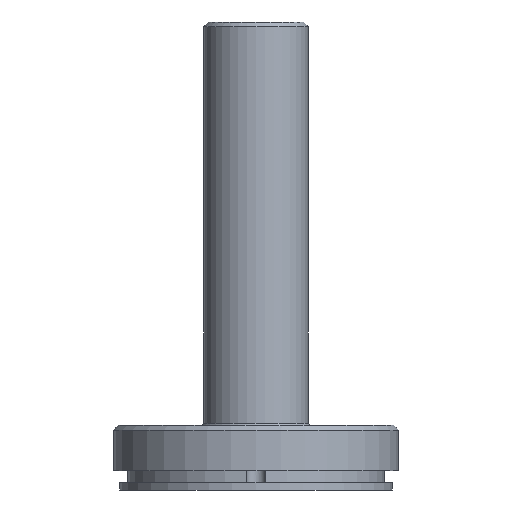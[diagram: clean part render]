
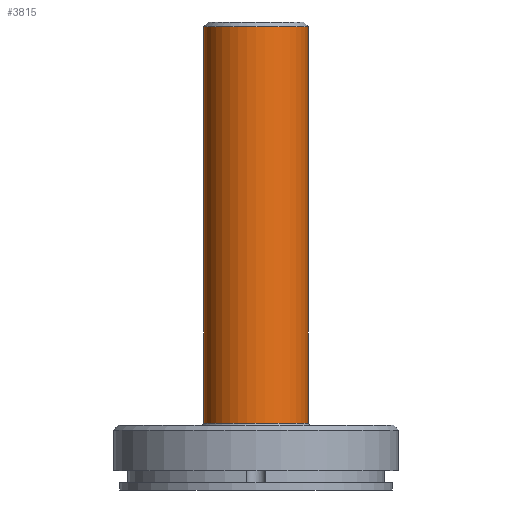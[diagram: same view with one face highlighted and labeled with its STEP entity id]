
A CAD part, front view. The second image highlights one B-rep face of the part: STEP entity #3815.
In plain terms, the highlighted cylindrical face has radius 11 mm (diameter 22 mm), a full revolution.
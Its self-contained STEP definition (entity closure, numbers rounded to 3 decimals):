
#232=FACE_OUTER_BOUND('',#449,.T.);
#449=EDGE_LOOP('',(#3159,#3160,#3161,#3162,#3163));
#514=CIRCLE('',#4067,11.);
#517=CIRCLE('',#4070,11.);
#522=CIRCLE('',#4077,11.);
#1069=LINE('',#14601,#1241);
#1241=VECTOR('',#4713,11.);
#1639=VERTEX_POINT('',#14085);
#1640=VERTEX_POINT('',#14086);
#1646=VERTEX_POINT('',#14599);
#2210=EDGE_CURVE('',#1639,#1640,#514,.T.);
#2213=EDGE_CURVE('',#1640,#1639,#517,.T.);
#2226=EDGE_CURVE('',#1646,#1646,#522,.T.);
#2227=EDGE_CURVE('',#1646,#1639,#1069,.T.);
#3159=ORIENTED_EDGE('',*,*,#2226,.F.);
#3160=ORIENTED_EDGE('',*,*,#2227,.T.);
#3161=ORIENTED_EDGE('',*,*,#2213,.F.);
#3162=ORIENTED_EDGE('',*,*,#2210,.F.);
#3163=ORIENTED_EDGE('',*,*,#2227,.F.);
#3623=CYLINDRICAL_SURFACE('',#4076,11.);
#3815=ADVANCED_FACE('',(#232),#3623,.T.);
#4067=AXIS2_PLACEMENT_3D('',#14087,#4691,#4692);
#4070=AXIS2_PLACEMENT_3D('',#14091,#4697,#4698);
#4076=AXIS2_PLACEMENT_3D('',#14598,#4709,#4710);
#4077=AXIS2_PLACEMENT_3D('',#14600,#4711,#4712);
#4691=DIRECTION('center_axis',(0.,0.,-1.));
#4692=DIRECTION('ref_axis',(0.,-1.,0.));
#4697=DIRECTION('center_axis',(0.,0.,-1.));
#4698=DIRECTION('ref_axis',(0.,-1.,0.));
#4709=DIRECTION('center_axis',(0.,0.,1.));
#4710=DIRECTION('ref_axis',(1.,0.,0.));
#4711=DIRECTION('center_axis',(0.,0.,1.));
#4712=DIRECTION('ref_axis',(1.,0.,0.));
#4713=DIRECTION('',(0.,0.,-1.));
#14085=CARTESIAN_POINT('',(-161.,0.,14.1));
#14086=CARTESIAN_POINT('',(-139.,0.,14.1));
#14087=CARTESIAN_POINT('Origin',(-150.,0.,14.1));
#14091=CARTESIAN_POINT('Origin',(-150.,0.,14.1));
#14598=CARTESIAN_POINT('Origin',(-150.,0.,4.1));
#14599=CARTESIAN_POINT('',(-161.,0.,97.6));
#14600=CARTESIAN_POINT('Origin',(-150.,0.,97.6));
#14601=CARTESIAN_POINT('',(-161.,0.,4.1));
